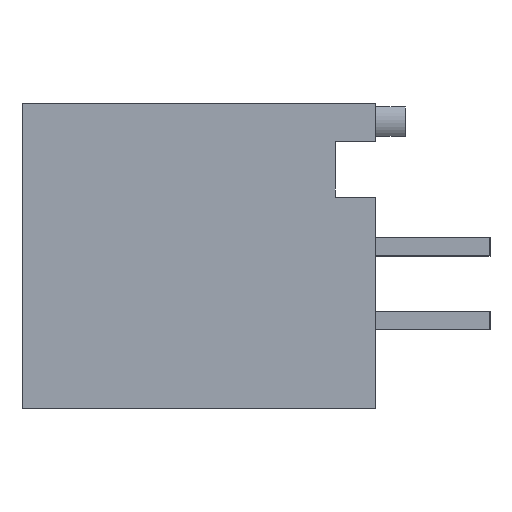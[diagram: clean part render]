
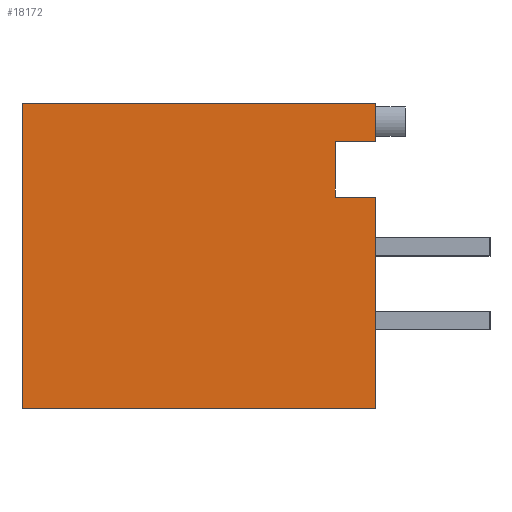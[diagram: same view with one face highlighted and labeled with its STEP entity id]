
A CAD part, left-side view. The second image highlights one B-rep face of the part: STEP entity #18172.
In plain terms, the highlighted planar face has unit normal (-1, 0, 0).
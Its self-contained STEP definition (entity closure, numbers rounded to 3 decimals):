
#662 = ORIENTED_EDGE ( 'NONE', *, *, #14343, .F. ) ;
#663 = ORIENTED_EDGE ( 'NONE', *, *, #14363, .F. ) ;
#664 = ORIENTED_EDGE ( 'NONE', *, *, #14357, .F. ) ;
#665 = ORIENTED_EDGE ( 'NONE', *, *, #11278, .F. ) ;
#666 = ORIENTED_EDGE ( 'NONE', *, *, #14352, .F. ) ;
#667 = ORIENTED_EDGE ( 'NONE', *, *, #14349, .F. ) ;
#668 = ORIENTED_EDGE ( 'NONE', *, *, #14346, .F. ) ;
#669 = ORIENTED_EDGE ( 'NONE', *, *, #11189, .F. ) ;
#2742 = VERTEX_POINT ( 'NONE', #19273 ) ;
#2749 = VERTEX_POINT ( 'NONE', #19280 ) ;
#2812 = LINE ( 'NONE', #3143, #2813 ) ;
#2813 = VECTOR ( 'NONE', #3144, 1000. ) ;
#3143 = CARTESIAN_POINT ( 'NONE',  ( -21., 0., 1.6 ) ) ;
#3144 = DIRECTION ( 'NONE',  ( 0., 0., -1. ) ) ;
#3351 = CARTESIAN_POINT ( 'NONE',  ( -21., 0., 4.15 ) ) ;
#3354 = CARTESIAN_POINT ( 'NONE',  ( -21., 0., 3.1 ) ) ;
#3685 = CARTESIAN_POINT ( 'NONE',  ( -21., 9.6, 4.15 ) ) ;
#3686 = DIRECTION ( 'NONE',  ( 0., -1., 0. ) ) ;
#3691 = CARTESIAN_POINT ( 'NONE',  ( -21., 0., 3.1 ) ) ;
#3692 = DIRECTION ( 'NONE',  ( 0., 1., 0. ) ) ;
#3697 = CARTESIAN_POINT ( 'NONE',  ( -21., 1.1, 3.1 ) ) ;
#3698 = DIRECTION ( 'NONE',  ( 0., 0., -1. ) ) ;
#3703 = CARTESIAN_POINT ( 'NONE',  ( -21., 0., 1.6 ) ) ;
#3704 = DIRECTION ( 'NONE',  ( 0., -1., 0. ) ) ;
#3713 = CARTESIAN_POINT ( 'NONE',  ( -21., 9.6, -4.15 ) ) ;
#3714 = DIRECTION ( 'NONE',  ( 0., 1., 0. ) ) ;
#3725 = CARTESIAN_POINT ( 'NONE',  ( -21., 9.6, 4.15 ) ) ;
#3726 = DIRECTION ( 'NONE',  ( 0., 0., 1. ) ) ;
#6235 = FACE_OUTER_BOUND ( 'NONE', #10749, .T. ) ;
#10234 = VERTEX_POINT ( 'NONE', #18863 ) ;
#10235 = VERTEX_POINT ( 'NONE', #18864 ) ;
#10237 = VERTEX_POINT ( 'NONE', #18866 ) ;
#10241 = VERTEX_POINT ( 'NONE', #18870 ) ;
#10271 = PLANE ( 'NONE',  #16798 ) ;
#10272 = CARTESIAN_POINT ( 'NONE',  ( -21., 9.6, 4.15 ) ) ;
#10273 = DIRECTION ( 'NONE',  ( 1., 0., 0. ) ) ;
#10274 = DIRECTION ( 'NONE',  ( 0., 0., -1. ) ) ;
#10749 = EDGE_LOOP ( 'NONE', ( #662, #663, #664, #665, #666, #667, #668, #669 ) ) ;
#11189 = EDGE_CURVE ( 'NONE', #11402, #11405, #12842, .T. ) ;
#11278 = EDGE_CURVE ( 'NONE', #2742, #2749, #2812, .T. ) ;
#11402 = VERTEX_POINT ( 'NONE', #3351 ) ;
#11405 = VERTEX_POINT ( 'NONE', #3354 ) ;
#12842 = LINE ( 'NONE', #13105, #12843 ) ;
#12843 = VECTOR ( 'NONE', #13106, 1000. ) ;
#13105 = CARTESIAN_POINT ( 'NONE',  ( -21., 0., 4.15 ) ) ;
#13106 = DIRECTION ( 'NONE',  ( 0., 0., -1. ) ) ;
#13522 = LINE ( 'NONE', #3685, #13523 ) ;
#13523 = VECTOR ( 'NONE', #3686, 1000. ) ;
#13528 = LINE ( 'NONE', #3691, #13529 ) ;
#13529 = VECTOR ( 'NONE', #3692, 1000. ) ;
#13534 = LINE ( 'NONE', #3697, #13535 ) ;
#13535 = VECTOR ( 'NONE', #3698, 1000. ) ;
#13540 = LINE ( 'NONE', #3703, #13541 ) ;
#13541 = VECTOR ( 'NONE', #3704, 1000. ) ;
#13550 = LINE ( 'NONE', #3713, #13551 ) ;
#13551 = VECTOR ( 'NONE', #3714, 1000. ) ;
#13562 = LINE ( 'NONE', #3725, #13563 ) ;
#13563 = VECTOR ( 'NONE', #3726, 1000. ) ;
#14343 = EDGE_CURVE ( 'NONE', #10234, #11402, #13522, .T. ) ;
#14346 = EDGE_CURVE ( 'NONE', #11405, #10235, #13528, .T. ) ;
#14349 = EDGE_CURVE ( 'NONE', #10235, #10237, #13534, .T. ) ;
#14352 = EDGE_CURVE ( 'NONE', #10237, #2742, #13540, .T. ) ;
#14357 = EDGE_CURVE ( 'NONE', #2749, #10241, #13550, .T. ) ;
#14363 = EDGE_CURVE ( 'NONE', #10241, #10234, #13562, .T. ) ;
#16798 = AXIS2_PLACEMENT_3D ( 'NONE', #10272, #10273, #10274 ) ;
#18172 = ADVANCED_FACE ( 'NONE', ( #6235 ), #10271, .F. ) ;
#18863 = CARTESIAN_POINT ( 'NONE',  ( -21., 9.6, 4.15 ) ) ;
#18864 = CARTESIAN_POINT ( 'NONE',  ( -21., 1.1, 3.1 ) ) ;
#18866 = CARTESIAN_POINT ( 'NONE',  ( -21., 1.1, 1.6 ) ) ;
#18870 = CARTESIAN_POINT ( 'NONE',  ( -21., 9.6, -4.15 ) ) ;
#19273 = CARTESIAN_POINT ( 'NONE',  ( -21., 0., 1.6 ) ) ;
#19280 = CARTESIAN_POINT ( 'NONE',  ( -21., 0., -4.15 ) ) ;
